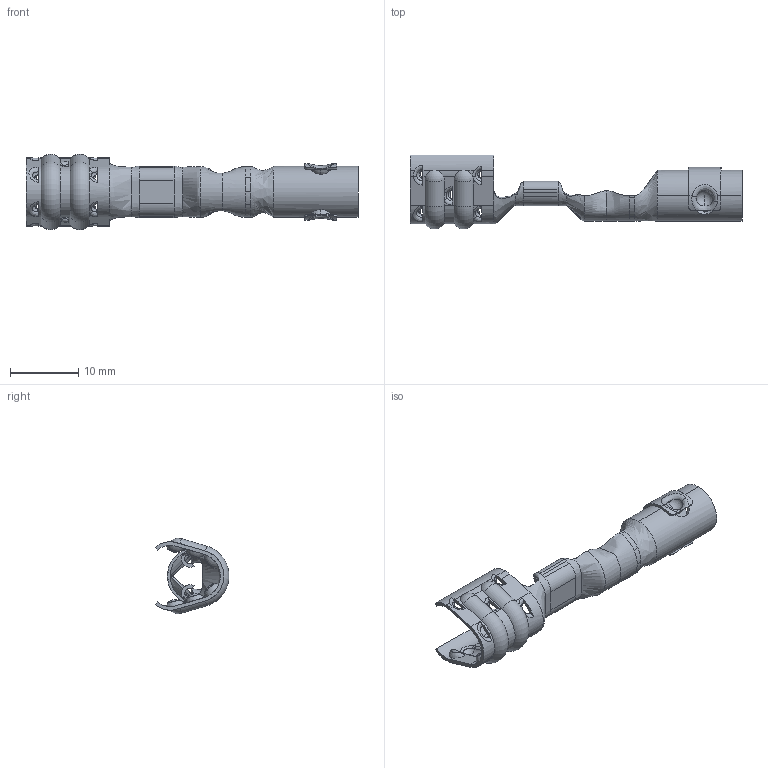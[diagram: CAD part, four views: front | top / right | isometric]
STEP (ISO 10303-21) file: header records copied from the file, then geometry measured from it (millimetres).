
FILE_DESCRIPTION (( 'STEP AP203' ), '1' );
FILE_NAME ('CC197.STEP', '2019-11-06T14:14:44', ( 'tempuser' ), ( 'Microsoft' ), 'SwSTEP 2.0', 'SolidWorks 2019', '' );
FILE_SCHEMA (( 'CONFIG_CONTROL_DESIGN' ));
Length unit declared in the file: inch
Products named in the file (3): CC197_CC197 without carrier; SCA4 expanded for mating_SCA4-G; CC197
Assembly tree (2 placements, depth 2):
  CC197
    CC197_CC197 without carrier
    SCA4 expanded for mating_SCA4-G
Bounding box: 48.77 x 10.85 x 11.08 mm (x, y, z)
Volume: 477.9 mm3; surface area: 2103.1 mm2
Topology: 2 solids, 2 shells, 378 faces, 1098 edges, 704 vertices
Faces by surface type: bspline 110, cylinder 86, plane 72, sphere 52, torus 34, cone 24
Entity records: 21035 total; most frequent: CARTESIAN_POINT 11721, ORIENTED_EDGE 2196, DIRECTION 1538, EDGE_CURVE 1098, VERTEX_POINT 704, AXIS2_PLACEMENT_3D 635, B_SPLINE_CURVE_WITH_KNOTS 464, EDGE_LOOP 382
